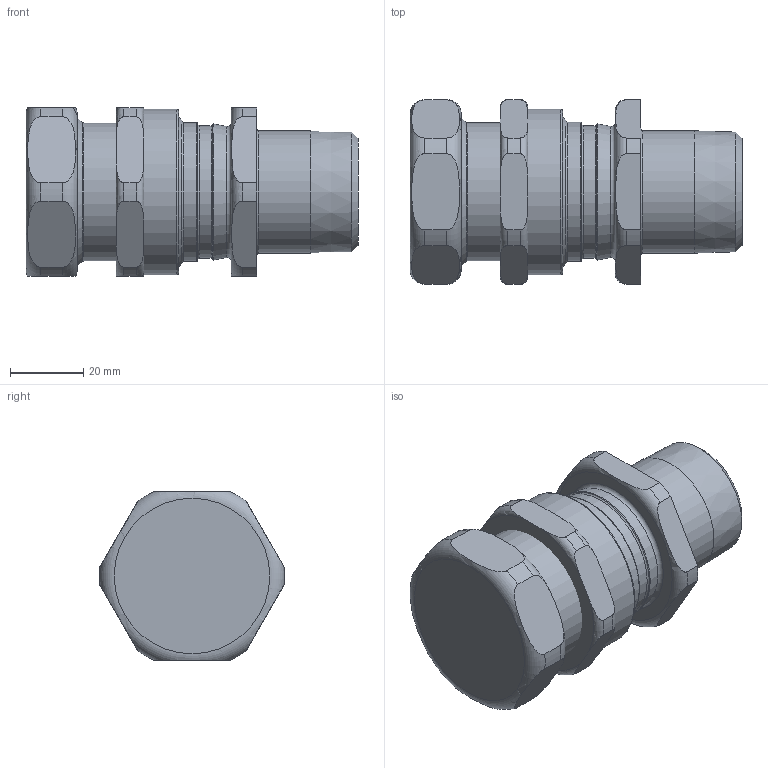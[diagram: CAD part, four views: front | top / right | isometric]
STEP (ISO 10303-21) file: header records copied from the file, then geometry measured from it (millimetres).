
FILE_DESCRIPTION(/* description */ (''),/* implementation_level */ '2;1');
FILE_NAME(/* name */ 'CSB 656N X C_1_NPT.stp',/* time_stamp */ '2021-04-20T00:30:25+05:00',/* author */ ('vinaykumark'),/* organization */ (''),/* preprocessor_version */ 'ST-DEVELOPER v18',/* originating_system */ 'Autodesk Inventor 2020',/* authorisation */ '');
FILE_SCHEMA (('AUTOMOTIVE_DESIGN { 1 0 10303 214 3 1 1 }'));
Length unit declared in the file: inch
Products named in the file (1): CSB 656N X C_1_NPT
Bounding box: 90.7 x 50.49 x 46 mm (x, y, z)
Volume: 169929.1 mm3; surface area: 33326.9 mm2
Topology: 6 solids, 6 shells, 280 faces, 795 edges, 549 vertices
Faces by surface type: plane 104, bspline 82, torus 49, cylinder 34, cone 11
Full cylindrical faces by diameter (mm): 26.3 x1, 26.5 x1, 30 x1, 30.3 x1, 33.4 x1, 33.75 x1, 33.9 x1, 36.2 x1, 36.277 x1, 37.7 x1, 38 x1, 38.6 x1, 41.275 x1, 45.2 x1
Entity records: 10639 total; most frequent: CARTESIAN_POINT 3340, ORIENTED_EDGE 1590, DIRECTION 1253, EDGE_CURVE 795, VERTEX_POINT 549, AXIS2_PLACEMENT_3D 467, LINE 319, VECTOR 319
